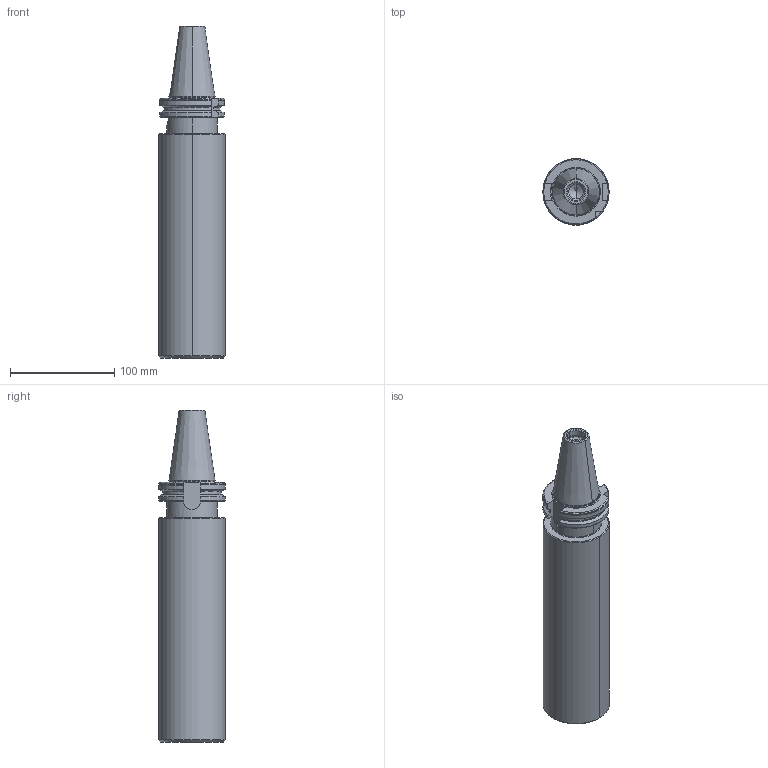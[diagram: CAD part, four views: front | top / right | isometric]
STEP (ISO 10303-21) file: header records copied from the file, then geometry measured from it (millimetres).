
FILE_DESCRIPTION((''),'2;1');
FILE_NAME('DC_402_17_63','2020-11-26T',('104091'),(''),'CREO PARAMETRIC BY PTC INC, 2016260','CREO PARAMETRIC BY PTC INC, 2016260','');
FILE_SCHEMA(('CONFIG_CONTROL_DESIGN'));
Length unit declared in the file: millimetre
Products named in the file (1): DC_402_17_63
Bounding box: 63.5 x 63.54 x 318.4 mm (x, y, z)
Volume: 817868 mm3; surface area: 66723.1 mm2
Topology: 1 solids, 1 shells, 119 faces, 306 edges, 191 vertices
Faces by surface type: torus 36, cone 34, cylinder 29, plane 20
Entity records: 3929 total; most frequent: CARTESIAN_POINT 1039, DIRECTION 616, ORIENTED_EDGE 594, EDGE_CURVE 297, AXIS2_PLACEMENT_3D 258, VERTEX_POINT 185, CIRCLE 136, EDGE_LOOP 124
